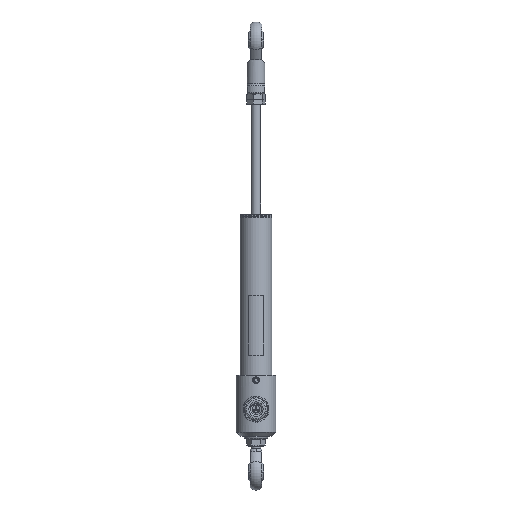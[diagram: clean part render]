
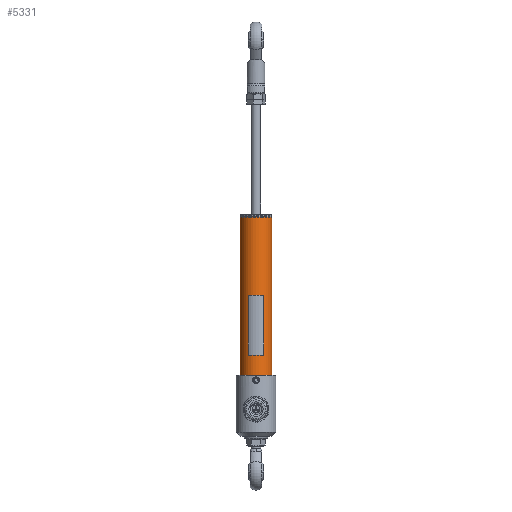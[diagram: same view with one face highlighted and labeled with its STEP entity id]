
A CAD part, front view. The second image highlights one B-rep face of the part: STEP entity #5331.
In plain terms, the highlighted cylindrical face has radius 8 mm (diameter 16 mm), a partial arc.
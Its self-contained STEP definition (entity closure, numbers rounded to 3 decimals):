
#5238 = ORIENTED_EDGE ( 'NONE', *, *, #5325, .F. ) ;
#5239 = ORIENTED_EDGE ( 'NONE', *, *, #5326, .T. ) ;
#5240 = ORIENTED_EDGE ( 'NONE', *, *, #5328, .T. ) ;
#5248 = VERTEX_POINT ( 'NONE', #8599 ) ;
#5249 = EDGE_LOOP ( 'NONE', ( #5238, #5329, #5239, #5240 ) ) ;
#5250 = VERTEX_POINT ( 'NONE', #8640 ) ;
#5318 = VERTEX_POINT ( 'NONE', #8962 ) ;
#5319 = VERTEX_POINT ( 'NONE', #8876 ) ;
#5322 = EDGE_CURVE ( 'NONE', #5248, #5319, #8924, .T. ) ;
#5325 = EDGE_CURVE ( 'NONE', #5248, #5250, #8862, .T. ) ;
#5326 = EDGE_CURVE ( 'NONE', #5319, #5318, #8913, .T. ) ;
#5328 = EDGE_CURVE ( 'NONE', #5318, #5250, #8892, .T. ) ;
#5329 = ORIENTED_EDGE ( 'NONE', *, *, #5322, .T. ) ;
#5331 = ADVANCED_FACE ( 'NONE', ( #8914 ), #8863, .T. ) ;
#8599 = CARTESIAN_POINT ( 'NONE',  ( -8., 0., -79.5 ) ) ;
#8640 = CARTESIAN_POINT ( 'NONE',  ( -8., 0., -0.15 ) ) ;
#8851 = DIRECTION ( 'NONE',  ( 1., 0., 0. ) ) ;
#8858 = DIRECTION ( 'NONE',  ( -1., 0., 0. ) ) ;
#8859 = DIRECTION ( 'NONE',  ( 0., 0., 1. ) ) ;
#8860 = CARTESIAN_POINT ( 'NONE',  ( 0., 0., -79.5 ) ) ;
#8862 = LINE ( 'NONE', #8943, #8930 ) ;
#8863 = CYLINDRICAL_SURFACE ( 'NONE', #8894, 8. ) ;
#8866 = DIRECTION ( 'NONE',  ( 1., 0., 0. ) ) ;
#8876 = CARTESIAN_POINT ( 'NONE',  ( 8., 0., -79.5 ) ) ;
#8878 = AXIS2_PLACEMENT_3D ( 'NONE', #8860, #8859, #8858 ) ;
#8892 = CIRCLE ( 'NONE', #8912, 8. ) ;
#8894 = AXIS2_PLACEMENT_3D ( 'NONE', #8951, #8950, #8866 ) ;
#8895 = CARTESIAN_POINT ( 'NONE',  ( 0., 0., -0.15 ) ) ;
#8896 = DIRECTION ( 'NONE',  ( 0., 0., 1. ) ) ;
#8897 = VECTOR ( 'NONE', #8896, 1000. ) ;
#8898 = CARTESIAN_POINT ( 'NONE',  ( 8., 0., -88.7 ) ) ;
#8912 = AXIS2_PLACEMENT_3D ( 'NONE', #8895, #8941, #8851 ) ;
#8913 = LINE ( 'NONE', #8898, #8897 ) ;
#8914 = FACE_OUTER_BOUND ( 'NONE', #5249, .T. ) ;
#8915 = DIRECTION ( 'NONE',  ( 0., 0., 1. ) ) ;
#8924 = CIRCLE ( 'NONE', #8878, 8. ) ;
#8930 = VECTOR ( 'NONE', #8915, 1000. ) ;
#8941 = DIRECTION ( 'NONE',  ( 0., 0., -1. ) ) ;
#8943 = CARTESIAN_POINT ( 'NONE',  ( -8., 0., -88.7 ) ) ;
#8950 = DIRECTION ( 'NONE',  ( 0., 0., 1. ) ) ;
#8951 = CARTESIAN_POINT ( 'NONE',  ( 0., 0., -88.7 ) ) ;
#8962 = CARTESIAN_POINT ( 'NONE',  ( 8., 0., -0.15 ) ) ;
